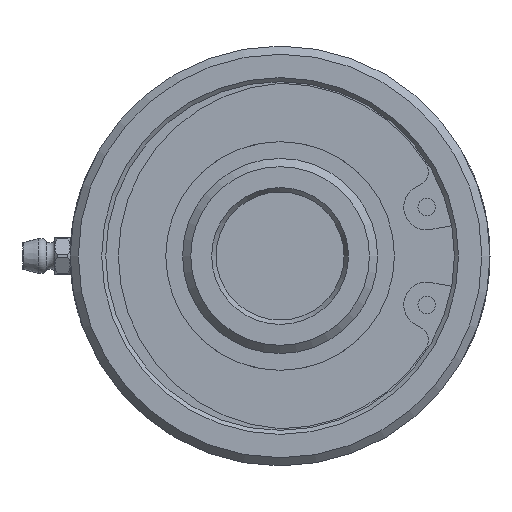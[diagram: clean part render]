
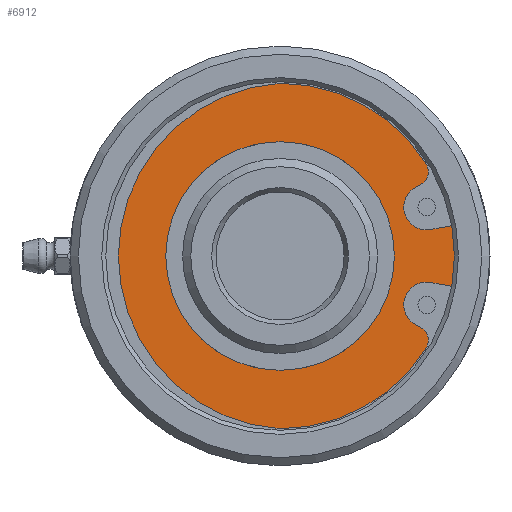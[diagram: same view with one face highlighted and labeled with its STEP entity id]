
A CAD part, left-side view. The second image highlights one B-rep face of the part: STEP entity #6912.
In plain terms, the highlighted planar face has unit normal (-1, 0, 0).
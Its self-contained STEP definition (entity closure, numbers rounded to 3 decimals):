
#301=PLANE('',#7509);
#409=FACE_BOUND('',#1311,.T.);
#605=CIRCLE('',#7467,22.325);
#606=CIRCLE('',#7468,22.325);
#610=CIRCLE('',#7475,4.474);
#616=CIRCLE('',#7486,33.733);
#618=CIRCLE('',#7489,2.949);
#620=CIRCLE('',#7492,4.474);
#622=CIRCLE('',#7495,2.949);
#624=CIRCLE('',#7498,33.733);
#626=CIRCLE('',#7501,33.806);
#628=CIRCLE('',#7505,36.9);
#900=FACE_OUTER_BOUND('',#1310,.T.);
#1310=EDGE_LOOP('',(#5078,#5079,#5080,#5081,#5082,#5083,#5084,#5085,#5086,
#5087));
#1311=EDGE_LOOP('',(#5088,#5089));
#1978=LINE('',#10968,#2366);
#1982=LINE('',#10978,#2370);
#2366=VECTOR('',#8379,10.);
#2370=VECTOR('',#8385,10.);
#2948=VERTEX_POINT('',#10939);
#2949=VERTEX_POINT('',#10940);
#2954=VERTEX_POINT('',#10956);
#2955=VERTEX_POINT('',#10958);
#2958=VERTEX_POINT('',#10966);
#2962=VERTEX_POINT('',#10975);
#2963=VERTEX_POINT('',#10977);
#2970=VERTEX_POINT('',#10996);
#2971=VERTEX_POINT('',#10998);
#2973=VERTEX_POINT('',#11007);
#2975=VERTEX_POINT('',#11013);
#2977=VERTEX_POINT('',#11019);
#3733=EDGE_CURVE('',#2948,#2949,#605,.T.);
#3734=EDGE_CURVE('',#2949,#2948,#606,.T.);
#3742=EDGE_CURVE('',#2955,#2954,#610,.T.);
#3747=EDGE_CURVE('',#2954,#2958,#1978,.T.);
#3751=EDGE_CURVE('',#2963,#2962,#1982,.T.);
#3761=EDGE_CURVE('',#2971,#2970,#616,.T.);
#3764=EDGE_CURVE('',#2970,#2955,#618,.T.);
#3767=EDGE_CURVE('',#2962,#2973,#620,.T.);
#3770=EDGE_CURVE('',#2973,#2975,#622,.T.);
#3773=EDGE_CURVE('',#2975,#2977,#624,.T.);
#3775=EDGE_CURVE('',#2977,#2971,#626,.T.);
#3777=EDGE_CURVE('',#2963,#2958,#628,.T.);
#5078=ORIENTED_EDGE('',*,*,#3751,.T.);
#5079=ORIENTED_EDGE('',*,*,#3767,.T.);
#5080=ORIENTED_EDGE('',*,*,#3770,.T.);
#5081=ORIENTED_EDGE('',*,*,#3773,.T.);
#5082=ORIENTED_EDGE('',*,*,#3775,.T.);
#5083=ORIENTED_EDGE('',*,*,#3761,.T.);
#5084=ORIENTED_EDGE('',*,*,#3764,.T.);
#5085=ORIENTED_EDGE('',*,*,#3742,.T.);
#5086=ORIENTED_EDGE('',*,*,#3747,.T.);
#5087=ORIENTED_EDGE('',*,*,#3777,.F.);
#5088=ORIENTED_EDGE('',*,*,#3733,.T.);
#5089=ORIENTED_EDGE('',*,*,#3734,.T.);
#6912=ADVANCED_FACE('',(#900,#409),#301,.T.);
#7467=AXIS2_PLACEMENT_3D('',#10941,#8351,#8352);
#7468=AXIS2_PLACEMENT_3D('',#10942,#8353,#8354);
#7475=AXIS2_PLACEMENT_3D('',#10959,#8371,#8372);
#7486=AXIS2_PLACEMENT_3D('',#10999,#8406,#8407);
#7489=AXIS2_PLACEMENT_3D('',#11003,#8413,#8414);
#7492=AXIS2_PLACEMENT_3D('',#11009,#8420,#8421);
#7495=AXIS2_PLACEMENT_3D('',#11015,#8427,#8428);
#7498=AXIS2_PLACEMENT_3D('',#11021,#8434,#8435);
#7501=AXIS2_PLACEMENT_3D('',#11024,#8440,#8441);
#7505=AXIS2_PLACEMENT_3D('',#11028,#8448,#8449);
#7509=AXIS2_PLACEMENT_3D('',#11033,#8456,#8457);
#8351=DIRECTION('center_axis',(1.,0.,0.));
#8352=DIRECTION('ref_axis',(0.,-1.,0.));
#8353=DIRECTION('center_axis',(1.,0.,0.));
#8354=DIRECTION('ref_axis',(0.,-1.,0.));
#8371=DIRECTION('center_axis',(1.,0.,0.));
#8372=DIRECTION('ref_axis',(0.,0.355,-0.935));
#8379=DIRECTION('',(0.,-0.985,-0.174));
#8385=DIRECTION('',(0.,0.985,-0.174));
#8406=DIRECTION('center_axis',(-1.,0.,0.));
#8407=DIRECTION('ref_axis',(0.,0.849,0.528));
#8413=DIRECTION('center_axis',(-1.,0.,0.));
#8414=DIRECTION('ref_axis',(0.,0.355,-0.935));
#8420=DIRECTION('center_axis',(1.,0.,0.));
#8421=DIRECTION('ref_axis',(0.,-0.046,-0.999));
#8427=DIRECTION('center_axis',(-1.,0.,0.));
#8428=DIRECTION('ref_axis',(0.,0.893,-0.451));
#8434=DIRECTION('center_axis',(-1.,0.,0.));
#8435=DIRECTION('ref_axis',(0.,0.,-1.));
#8440=DIRECTION('center_axis',(-1.,0.,0.));
#8441=DIRECTION('ref_axis',(0.,-0.066,0.998));
#8448=DIRECTION('center_axis',(1.,0.,0.));
#8449=DIRECTION('ref_axis',(0.,1.,0.));
#8456=DIRECTION('center_axis',(-1.,0.,0.));
#8457=DIRECTION('ref_axis',(0.,0.,1.));
#10939=CARTESIAN_POINT('',(5.86,-22.325,0.));
#10940=CARTESIAN_POINT('',(5.86,22.325,0.));
#10941=CARTESIAN_POINT('Origin',(5.86,0.,0.));
#10942=CARTESIAN_POINT('Origin',(5.86,0.,0.));
#10956=CARTESIAN_POINT('',(5.86,-28.843,-5.086));
#10958=CARTESIAN_POINT('',(5.86,-27.053,-13.738));
#10959=CARTESIAN_POINT('Origin',(5.86,-28.639,-9.555));
#10966=CARTESIAN_POINT('',(5.86,-36.339,-6.408));
#10968=CARTESIAN_POINT('',(5.86,-4.374,-0.771));
#10975=CARTESIAN_POINT('',(5.86,-28.843,5.086));
#10977=CARTESIAN_POINT('',(5.86,-36.339,6.408));
#10978=CARTESIAN_POINT('',(5.86,-0.625,0.11));
#10996=CARTESIAN_POINT('',(5.86,-28.639,-17.825));
#10998=CARTESIAN_POINT('',(5.86,0.,-33.733));
#10999=CARTESIAN_POINT('Origin',(5.86,0.,0.));
#11003=CARTESIAN_POINT('Origin',(5.86,-26.007,-16.495));
#11007=CARTESIAN_POINT('',(5.86,-27.053,13.738));
#11009=CARTESIAN_POINT('Origin',(5.86,-28.639,9.555));
#11013=CARTESIAN_POINT('',(5.86,-28.639,17.825));
#11015=CARTESIAN_POINT('Origin',(5.86,-26.007,16.495));
#11019=CARTESIAN_POINT('',(5.86,0.,33.733));
#11021=CARTESIAN_POINT('Origin',(5.86,0.,0.));
#11024=CARTESIAN_POINT('Origin',(5.86,-2.225,0.));
#11028=CARTESIAN_POINT('Origin',(5.86,0.,0.));
#11033=CARTESIAN_POINT('Origin',(5.86,28.45,0.));
